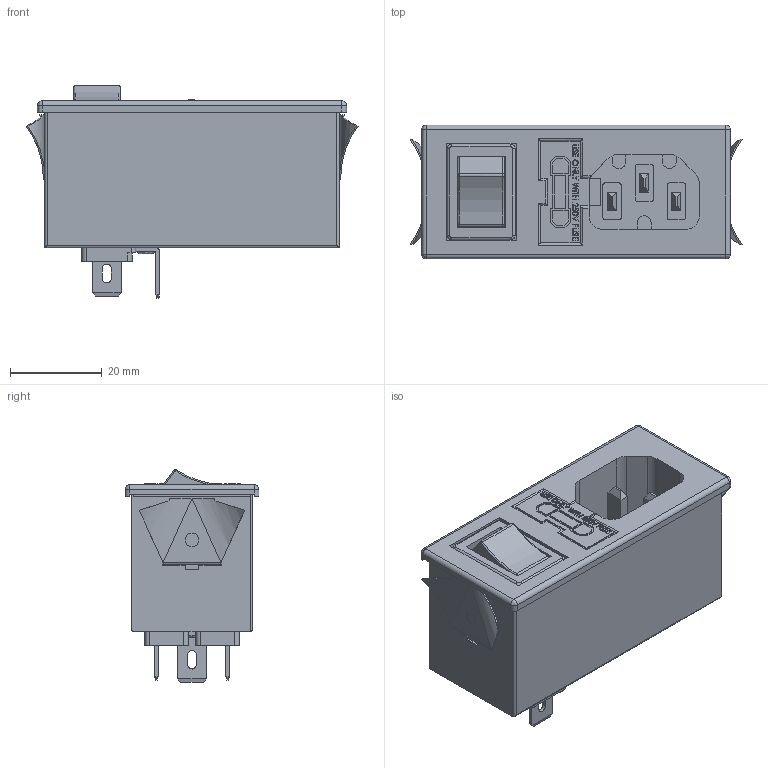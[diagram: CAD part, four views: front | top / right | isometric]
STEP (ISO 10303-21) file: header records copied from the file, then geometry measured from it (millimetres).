
FILE_DESCRIPTION (( 'STEP AP214' ), '1' );
FILE_NAME ('06AE2.STEP', '2016-10-13T01:29:42', ( 'Delta User' ), ( 'Delta Electronics, Inc.' ), 'SwSTEP 2.0', 'SolidWorks 2011', '' );
FILE_SCHEMA (( 'AUTOMOTIVE_DESIGN' ));
Length unit declared in the file: millimetre
Products named in the file (1): 06AE2
Bounding box: 72.28 x 29.1 x 46.3 mm (x, y, z)
Volume: 49057.3 mm3; surface area: 13881.3 mm2
Topology: 2 solids, 2 shells, 638 faces, 1659 edges, 1072 vertices
Faces by surface type: plane 436, cylinder 106, bspline 96
Entity records: 23686 total; most frequent: CARTESIAN_POINT 8648, ORIENTED_EDGE 3310, DIRECTION 2718, EDGE_CURVE 1655, VECTOR 1250, LINE 1250, VERTEX_POINT 1072, AXIS2_PLACEMENT_3D 734
